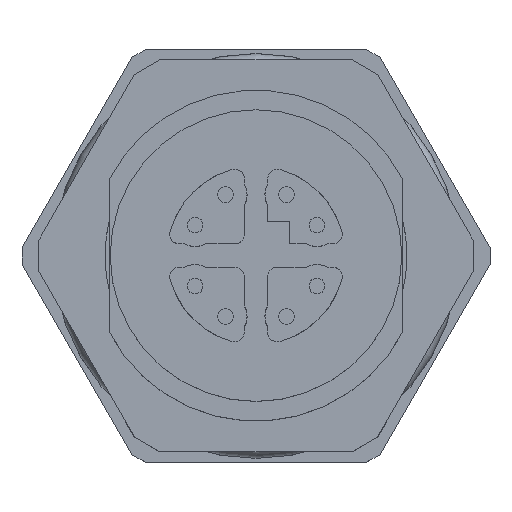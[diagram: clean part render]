
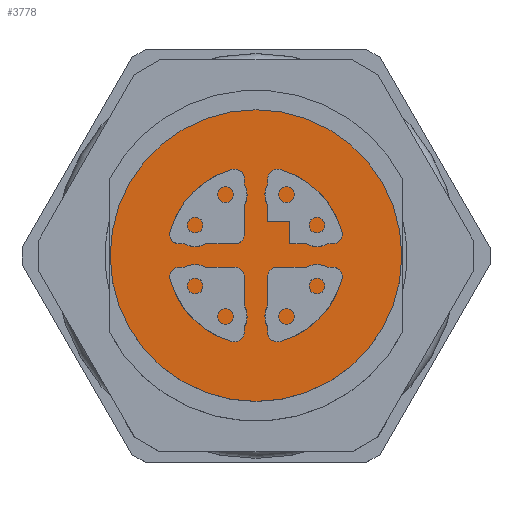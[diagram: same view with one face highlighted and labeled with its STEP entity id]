
A CAD part, top view. The second image highlights one B-rep face of the part: STEP entity #3778.
In plain terms, the highlighted planar face has unit normal (0, 0, 1).
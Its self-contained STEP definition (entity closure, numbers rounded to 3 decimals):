
#3742=AXIS2_PLACEMENT_3D('Circle Axis2P3D',#3740,#3741,$) ;
#3759=AXIS2_PLACEMENT_3D('Circle Axis2P3D',#3757,#3758,$) ;
#3772=AXIS2_PLACEMENT_3D('Plane Axis2P3D',#3769,#3770,#3771) ;
#3730=CARTESIAN_POINT('Vertex',(17.45,9.5,19.)) ;
#3737=CARTESIAN_POINT('Vertex',(4.05,9.5,19.)) ;
#3740=CARTESIAN_POINT('Axis2P3D Location',(10.75,9.5,19.)) ;
#3757=CARTESIAN_POINT('Axis2P3D Location',(10.75,9.5,19.)) ;
#3769=CARTESIAN_POINT('Axis2P3D Location',(10.75,9.5,19.)) ;
#3741=DIRECTION('Axis2P3D Direction',(0.,0.,1.)) ;
#3758=DIRECTION('Axis2P3D Direction',(0.,0.,1.)) ;
#3770=DIRECTION('Axis2P3D Direction',(0.,0.,1.)) ;
#3771=DIRECTION('Axis2P3D XDirection',(-1.,0.,0.)) ;
#3775=ORIENTED_EDGE('',*,*,#3744,.T.) ;
#3776=ORIENTED_EDGE('',*,*,#3761,.T.) ;
#3778=ADVANCED_FACE('Hauptk\X2\00F6\X0\rper',(#3777),#3773,.T.) ;
#3743=CIRCLE('generated circle',#3742,6.7) ;
#3760=CIRCLE('generated circle',#3759,6.7) ;
#3744=EDGE_CURVE('',#3731,#3738,#3743,.T.) ;
#3761=EDGE_CURVE('',#3738,#3731,#3760,.T.) ;
#3774=EDGE_LOOP('',(#3775,#3776)) ;
#3777=FACE_OUTER_BOUND('',#3774,.T.) ;
#3773=PLANE('',#3772) ;
#3731=VERTEX_POINT('',#3730) ;
#3738=VERTEX_POINT('',#3737) ;
